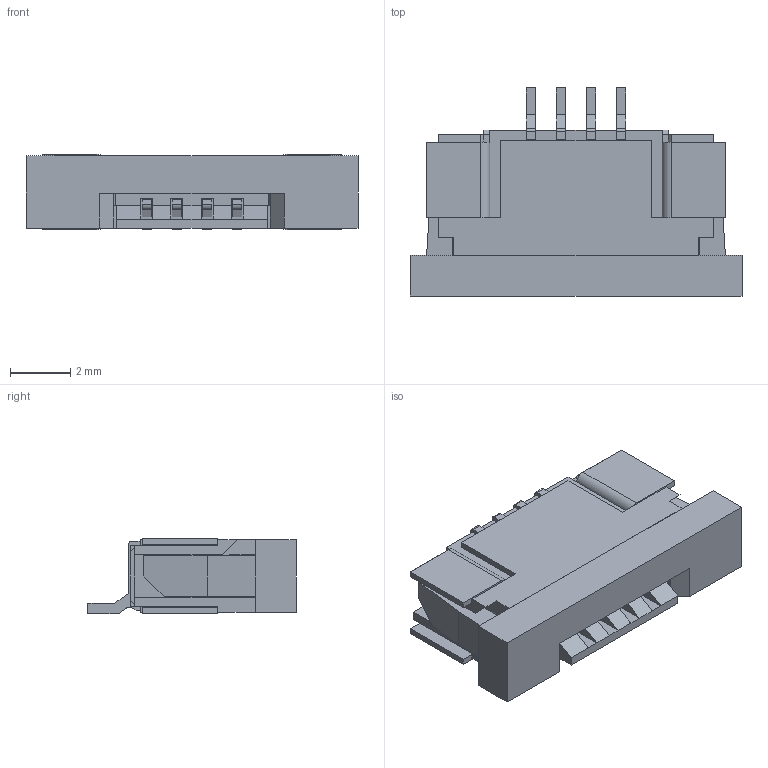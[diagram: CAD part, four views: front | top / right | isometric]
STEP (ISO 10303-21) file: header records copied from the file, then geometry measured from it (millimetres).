
FILE_DESCRIPTION(/* description */ ('STEP AP214'),/* implementation_level */ '2;1');
FILE_NAME(/* name */ 'FFP-connector.step',/* time_stamp */ '2025-06-04T13:52:10+02:00',/* author */ (''),/* organization */ (''),/* preprocessor_version */ 'ST-DEVELOPER v20.1',/* originating_system */ 'Autodesk Translation Framework v14.10.0.0',/* authorisation */ '');
FILE_SCHEMA (('AUTOMOTIVE_DESIGN { 1 0 10303 214 3 1 1 }'));
Length unit declared in the file: millimetre
Products named in the file (5): CaseController v1; FFC3B05-XX-T-housing; FFC3B05-XX-T-lugs; FFC3B05-XX-T-actuator; FFC3B05-XX-T-pin
Assembly tree (7 placements, depth 2):
  CaseController v1
    FFC3B05-XX-T-housing
    FFC3B05-XX-T-lugs
    FFC3B05-XX-T-pin  x4
    FFC3B05-XX-T-actuator
Bounding box: 11 x 6.9 x 2.5 mm (x, y, z)
Volume: 110.8 mm3; surface area: 494.9 mm2
Topology: 8 solids, 8 shells, 342 faces, 940 edges, 616 vertices
Faces by surface type: plane 302, cylinder 40
Entity records: 7585 total; most frequent: CARTESIAN_POINT 1328, ORIENTED_EDGE 1304, DIRECTION 1188, EDGE_CURVE 652, LINE 620, VECTOR 620, VERTEX_POINT 424, AXIS2_PLACEMENT_3D 284
